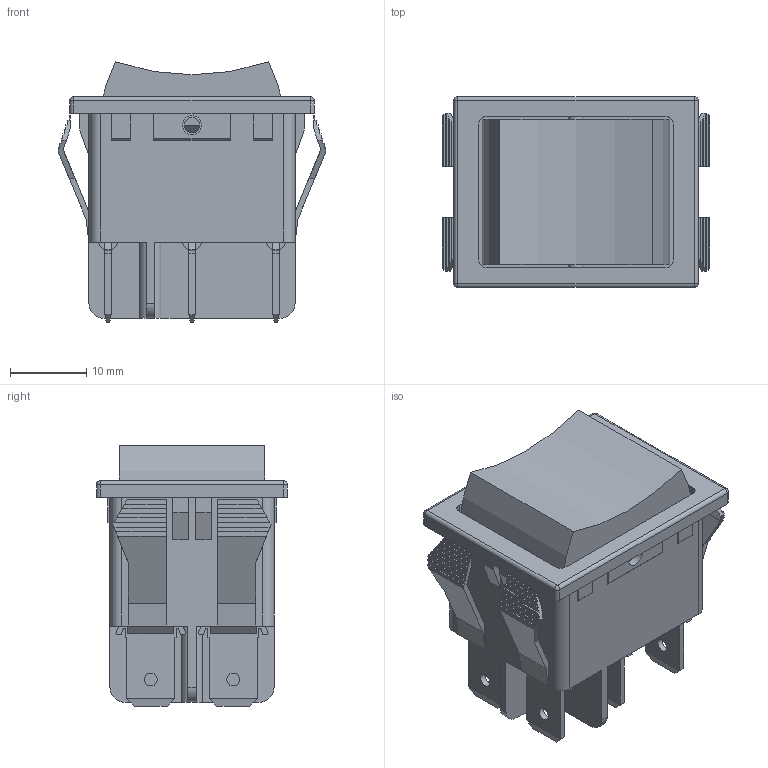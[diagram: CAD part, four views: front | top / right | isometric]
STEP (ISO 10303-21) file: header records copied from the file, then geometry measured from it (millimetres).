
FILE_DESCRIPTION((' '),'2;1');
FILE_NAME('RB246xxx00.stp','2017-07-28T10:47:56',(' '),(' '),' ','ACIS',' ');
FILE_SCHEMA(('CONFIG_CONTROL_DESIGN'));
Length unit declared in the file: inch
Products named in the file (3): RB246xxx00.stp; Body1; Body2
Assembly tree (2 placements, depth 2):
  RB246xxx00.stp
    Body1
    Body2
Bounding box: 35 x 25 x 34.1 mm (x, y, z)
Volume: 6714.4 mm3; surface area: 9755.5 mm2
Topology: 2 solids, 2 shells, 946 faces, 2612 edges, 1726 vertices
Faces by surface type: plane 605, bspline 276, cylinder 61, sphere 4
Full cylindrical faces by diameter (mm): 1.7 x6, 2 x2, 2.5 x2
Entity records: 34444 total; most frequent: CARTESIAN_POINT 11747, ORIENTED_EDGE 5198, DIRECTION 3521, EDGE_CURVE 2599, VECTOR 1923, LINE 1923, VERTEX_POINT 1724, EDGE_LOOP 1029
